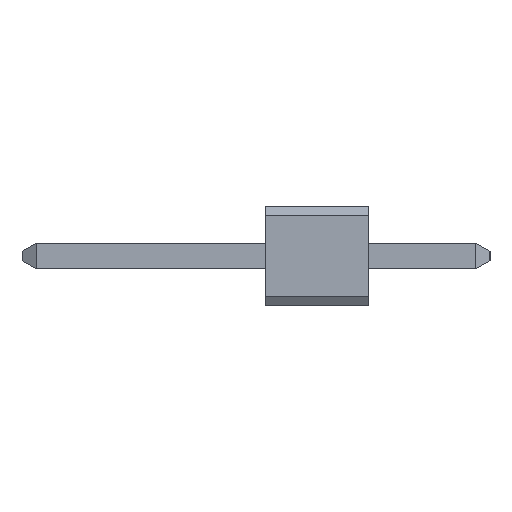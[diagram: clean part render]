
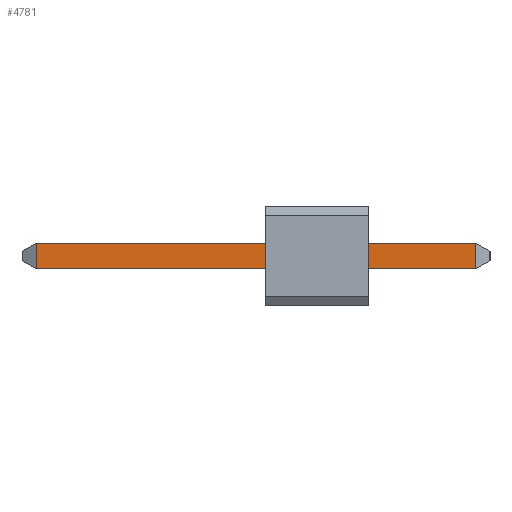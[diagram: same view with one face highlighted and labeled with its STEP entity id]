
A CAD part, left-side view. The second image highlights one B-rep face of the part: STEP entity #4781.
In plain terms, the highlighted planar face has unit normal (-1, 0, 0).
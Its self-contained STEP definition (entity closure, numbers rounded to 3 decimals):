
#181=FACE_OUTER_BOUND('',#479,.T.);
#479=EDGE_LOOP('',(#3753,#3754,#3755,#3756));
#971=LINE('',#7148,#1637);
#980=LINE('',#7166,#1646);
#984=LINE('',#7175,#1650);
#992=LINE('',#7189,#1658);
#1637=VECTOR('',#5809,10.);
#1646=VECTOR('',#5826,10.);
#1650=VECTOR('',#5834,10.);
#1658=VECTOR('',#5850,10.);
#2189=VERTEX_POINT('',#7138);
#2192=VERTEX_POINT('',#7146);
#2197=VERTEX_POINT('',#7165);
#2200=VERTEX_POINT('',#7174);
#2715=EDGE_CURVE('',#2192,#2189,#971,.T.);
#2724=EDGE_CURVE('',#2189,#2197,#980,.T.);
#2728=EDGE_CURVE('',#2197,#2200,#984,.T.);
#2736=EDGE_CURVE('',#2192,#2200,#992,.T.);
#3753=ORIENTED_EDGE('',*,*,#2715,.F.);
#3754=ORIENTED_EDGE('',*,*,#2736,.T.);
#3755=ORIENTED_EDGE('',*,*,#2728,.F.);
#3756=ORIENTED_EDGE('',*,*,#2724,.F.);
#4501=PLANE('',#5087);
#4781=ADVANCED_FACE('',(#181),#4501,.T.);
#5087=AXIS2_PLACEMENT_3D('',#7190,#5851,#5852);
#5809=DIRECTION('',(0.,0.,-1.));
#5826=DIRECTION('',(0.,1.,0.));
#5834=DIRECTION('',(0.,0.,1.));
#5850=DIRECTION('',(0.,1.,0.));
#5851=DIRECTION('center_axis',(-1.,0.,0.));
#5852=DIRECTION('ref_axis',(0.,0.,1.));
#7138=CARTESIAN_POINT('',(-14.25,-2.654,-0.39));
#7146=CARTESIAN_POINT('',(-14.25,-2.654,0.25));
#7148=CARTESIAN_POINT('',(-14.25,-2.654,-0.23));
#7165=CARTESIAN_POINT('',(-14.25,8.194,-0.39));
#7166=CARTESIAN_POINT('',(-14.25,0.,-0.39));
#7174=CARTESIAN_POINT('',(-14.25,8.194,0.25));
#7175=CARTESIAN_POINT('',(-14.25,8.194,-0.23));
#7189=CARTESIAN_POINT('',(-14.25,0.,0.25));
#7190=CARTESIAN_POINT('Origin',(-14.25,0.,-0.39));
